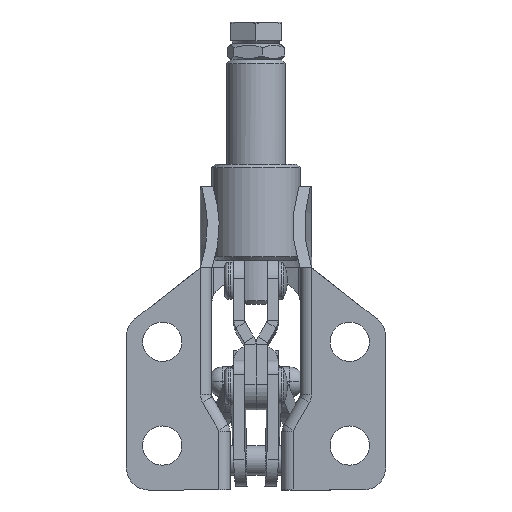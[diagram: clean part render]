
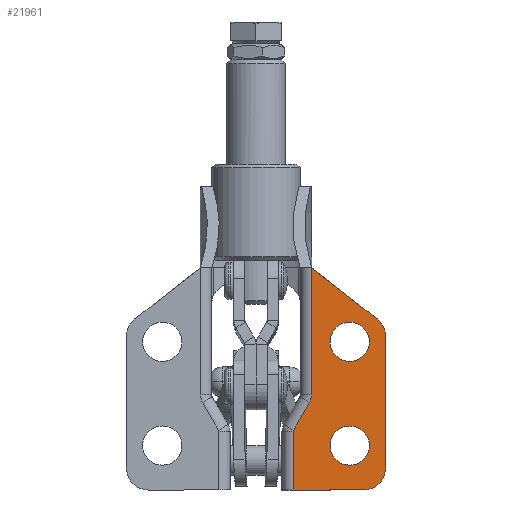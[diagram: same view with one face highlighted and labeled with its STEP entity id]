
A CAD part, front view. The second image highlights one B-rep face of the part: STEP entity #21961.
In plain terms, the highlighted planar face has unit normal (0, -1, 0).
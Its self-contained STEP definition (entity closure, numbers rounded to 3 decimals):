
#362 = LINE ( 'NONE', #4076, #384 ) ;
#375 = LINE ( 'NONE', #4090, #381 ) ;
#379 = CIRCLE ( 'NONE', #29894, 2. ) ;
#381 = VECTOR ( 'NONE', #4092, 1000. ) ;
#382 = LINE ( 'NONE', #4106, #406 ) ;
#384 = VECTOR ( 'NONE', #4093, 1000. ) ;
#387 = LINE ( 'NONE', #4094, #390 ) ;
#389 = CIRCLE ( 'NONE', #29895, 0.5 ) ;
#390 = VECTOR ( 'NONE', #4091, 1000. ) ;
#392 = LINE ( 'NONE', #4095, #396 ) ;
#394 = LINE ( 'NONE', #4104, #400 ) ;
#396 = VECTOR ( 'NONE', #4096, 1000. ) ;
#398 = CIRCLE ( 'NONE', #29896, 3. ) ;
#400 = VECTOR ( 'NONE', #4105, 1000. ) ;
#402 = CIRCLE ( 'NONE', #29897, 3. ) ;
#404 = CIRCLE ( 'NONE', #29898, 2.65 ) ;
#406 = VECTOR ( 'NONE', #4100, 1000. ) ;
#410 = CIRCLE ( 'NONE', #29899, 2.65 ) ;
#4076 = CARTESIAN_POINT ( 'NONE',  ( 7.5, -15.1, -29.666 ) ) ;
#4090 = CARTESIAN_POINT ( 'NONE',  ( -3.222, -15.1, -4.123 ) ) ;
#4091 = DIRECTION ( 'NONE',  ( -0.5, 0., -0.866 ) ) ;
#4092 = DIRECTION ( 'NONE',  ( 0.788, 0., -0.616 ) ) ;
#4093 = DIRECTION ( 'NONE',  ( 0., 0., -1. ) ) ;
#4094 = CARTESIAN_POINT ( 'NONE',  ( 5.067, -15.1, -34.416 ) ) ;
#4095 = CARTESIAN_POINT ( 'NONE',  ( 5., -15.1, -42.5 ) ) ;
#4096 = DIRECTION ( 'NONE',  ( 0., 0., -1. ) ) ;
#4097 = CARTESIAN_POINT ( 'NONE',  ( 5.5, -15.1, -29.666 ) ) ;
#4098 = DIRECTION ( 'NONE',  ( 0., 1., 0. ) ) ;
#4099 = DIRECTION ( 'NONE',  ( 0., 0., -1. ) ) ;
#4100 = DIRECTION ( 'NONE',  ( 0., 0., -1. ) ) ;
#4101 = CARTESIAN_POINT ( 'NONE',  ( 5.5, -15.1, -34.666 ) ) ;
#4102 = DIRECTION ( 'NONE',  ( 0., -1., 0. ) ) ;
#4103 = DIRECTION ( 'NONE',  ( 0., 0., -1. ) ) ;
#4104 = CARTESIAN_POINT ( 'NONE',  ( 3.5, -15.1, -42.5 ) ) ;
#4105 = DIRECTION ( 'NONE',  ( 1., 0., 0. ) ) ;
#4106 = CARTESIAN_POINT ( 'NONE',  ( 17.5, -15.1, 0. ) ) ;
#4107 = CARTESIAN_POINT ( 'NONE',  ( 14.5, -15.1, -39.5 ) ) ;
#4108 = DIRECTION ( 'NONE',  ( 0., 1., 0. ) ) ;
#4109 = DIRECTION ( 'NONE',  ( 0., 0., -1. ) ) ;
#4110 = CARTESIAN_POINT ( 'NONE',  ( 14.5, -15.1, -21.776 ) ) ;
#4111 = DIRECTION ( 'NONE',  ( 0., 1., 0. ) ) ;
#4112 = DIRECTION ( 'NONE',  ( 0., 0., -1. ) ) ;
#4115 = CARTESIAN_POINT ( 'NONE',  ( 12.65, -15.1, -22.5 ) ) ;
#4116 = DIRECTION ( 'NONE',  ( 0., 1., 0. ) ) ;
#4117 = DIRECTION ( 'NONE',  ( 0., 0., -1. ) ) ;
#4120 = CARTESIAN_POINT ( 'NONE',  ( 12.65, -15.1, -36.5 ) ) ;
#4121 = DIRECTION ( 'NONE',  ( 0., 1., 0. ) ) ;
#4122 = DIRECTION ( 'NONE',  ( 0., 0., -1. ) ) ;
#9218 = EDGE_LOOP ( 'NONE', ( #30556, #30614 ) ) ;
#9749 = EDGE_LOOP ( 'NONE', ( #30250, #30310, #30559, #30369, #30490, #30480, #30460, #30342, #30527, #30362 ) ) ;
#9783 = EDGE_LOOP ( 'NONE', ( #30298, #30364 ) ) ;
#11140 = VERTEX_POINT ( 'NONE', #30671 ) ;
#11510 = VERTEX_POINT ( 'NONE', #29274 ) ;
#11990 = VERTEX_POINT ( 'NONE', #29520 ) ;
#12309 = CARTESIAN_POINT ( 'NONE',  ( 7.232, -15.1, -30.666 ) ) ;
#12362 = CARTESIAN_POINT ( 'NONE',  ( 7.5, -15.1, -29.666 ) ) ;
#12387 = CARTESIAN_POINT ( 'NONE',  ( 14.5, -15.1, -42.5 ) ) ;
#12390 = VERTEX_POINT ( 'NONE', #22870 ) ;
#12460 = CARTESIAN_POINT ( 'NONE',  ( 7.5, -15.1, -12.5 ) ) ;
#12466 = CARTESIAN_POINT ( 'NONE',  ( 17.5, -15.1, -21.776 ) ) ;
#12559 = CARTESIAN_POINT ( 'NONE',  ( 5., -15.1, -42.5 ) ) ;
#12600 = CARTESIAN_POINT ( 'NONE',  ( 17.5, -15.1, -39.5 ) ) ;
#12610 = CARTESIAN_POINT ( 'NONE',  ( 16.347, -15.1, -19.412 ) ) ;
#12890 = EDGE_CURVE ( 'NONE', #11510, #11140, #18548, .T. ) ;
#12893 = EDGE_CURVE ( 'NONE', #11990, #12390, #18544, .T. ) ;
#14601 = CARTESIAN_POINT ( 'NONE',  ( 12.65, -15.1, -22.5 ) ) ;
#14602 = DIRECTION ( 'NONE',  ( 0., 1., 0. ) ) ;
#14603 = DIRECTION ( 'NONE',  ( 0., 0., -1. ) ) ;
#14609 = CARTESIAN_POINT ( 'NONE',  ( 12.65, -15.1, -36.5 ) ) ;
#14610 = DIRECTION ( 'NONE',  ( 0., 1., 0. ) ) ;
#14611 = DIRECTION ( 'NONE',  ( 0., 0., -1. ) ) ;
#16804 = VERTEX_POINT ( 'NONE', #12309 ) ;
#16881 = VERTEX_POINT ( 'NONE', #12362 ) ;
#16902 = VERTEX_POINT ( 'NONE', #12387 ) ;
#17000 = VERTEX_POINT ( 'NONE', #12460 ) ;
#17006 = VERTEX_POINT ( 'NONE', #12466 ) ;
#17148 = VERTEX_POINT ( 'NONE', #12559 ) ;
#17198 = VERTEX_POINT ( 'NONE', #12600 ) ;
#17210 = VERTEX_POINT ( 'NONE', #12610 ) ;
#17258 = VERTEX_POINT ( 'NONE', #27074 ) ;
#17262 = VERTEX_POINT ( 'NONE', #27076 ) ;
#18544 = CIRCLE ( 'NONE', #18765, 2.65 ) ;
#18548 = CIRCLE ( 'NONE', #18764, 2.65 ) ;
#18764 = AXIS2_PLACEMENT_3D ( 'NONE', #14601, #14602, #14603 ) ;
#18765 = AXIS2_PLACEMENT_3D ( 'NONE', #14609, #14610, #14611 ) ;
#21961 = ADVANCED_FACE ( 'NONE', ( #27931, #27936, #27933 ), #33192, .T. ) ;
#22870 = CARTESIAN_POINT ( 'NONE',  ( 12.65, -15.1, -33.85 ) ) ;
#24949 = EDGE_CURVE ( 'NONE', #17000, #17210, #375, .T. ) ;
#24950 = EDGE_CURVE ( 'NONE', #17000, #16881, #362, .T. ) ;
#24951 = EDGE_CURVE ( 'NONE', #16881, #16804, #379, .T. ) ;
#24952 = EDGE_CURVE ( 'NONE', #16804, #17262, #387, .T. ) ;
#24953 = EDGE_CURVE ( 'NONE', #17262, #17258, #389, .T. ) ;
#24954 = EDGE_CURVE ( 'NONE', #17258, #17148, #392, .T. ) ;
#24955 = EDGE_CURVE ( 'NONE', #17148, #16902, #394, .T. ) ;
#24956 = EDGE_CURVE ( 'NONE', #17198, #16902, #398, .T. ) ;
#24957 = EDGE_CURVE ( 'NONE', #17006, #17198, #382, .T. ) ;
#24958 = EDGE_CURVE ( 'NONE', #17210, #17006, #402, .T. ) ;
#24959 = EDGE_CURVE ( 'NONE', #11140, #11510, #404, .T. ) ;
#24960 = EDGE_CURVE ( 'NONE', #12390, #11990, #410, .T. ) ;
#27074 = CARTESIAN_POINT ( 'NONE',  ( 5., -15.1, -34.666 ) ) ;
#27076 = CARTESIAN_POINT ( 'NONE',  ( 5.067, -15.1, -34.416 ) ) ;
#27931 = FACE_OUTER_BOUND ( 'NONE', #9749, .T. ) ;
#27933 = FACE_BOUND ( 'NONE', #9218, .T. ) ;
#27936 = FACE_BOUND ( 'NONE', #9783, .T. ) ;
#29274 = CARTESIAN_POINT ( 'NONE',  ( 12.65, -15.1, -25.15 ) ) ;
#29520 = CARTESIAN_POINT ( 'NONE',  ( 12.65, -15.1, -39.15 ) ) ;
#29610 = AXIS2_PLACEMENT_3D ( 'NONE', #33190, #33184, #33194 ) ;
#29894 = AXIS2_PLACEMENT_3D ( 'NONE', #4097, #4098, #4099 ) ;
#29895 = AXIS2_PLACEMENT_3D ( 'NONE', #4101, #4102, #4103 ) ;
#29896 = AXIS2_PLACEMENT_3D ( 'NONE', #4107, #4108, #4109 ) ;
#29897 = AXIS2_PLACEMENT_3D ( 'NONE', #4110, #4111, #4112 ) ;
#29898 = AXIS2_PLACEMENT_3D ( 'NONE', #4115, #4116, #4117 ) ;
#29899 = AXIS2_PLACEMENT_3D ( 'NONE', #4120, #4121, #4122 ) ;
#30250 = ORIENTED_EDGE ( 'NONE', *, *, #24949, .F. ) ;
#30298 = ORIENTED_EDGE ( 'NONE', *, *, #12890, .T. ) ;
#30310 = ORIENTED_EDGE ( 'NONE', *, *, #24950, .T. ) ;
#30342 = ORIENTED_EDGE ( 'NONE', *, *, #24956, .F. ) ;
#30362 = ORIENTED_EDGE ( 'NONE', *, *, #24958, .F. ) ;
#30364 = ORIENTED_EDGE ( 'NONE', *, *, #24959, .T. ) ;
#30369 = ORIENTED_EDGE ( 'NONE', *, *, #24952, .T. ) ;
#30460 = ORIENTED_EDGE ( 'NONE', *, *, #24955, .T. ) ;
#30480 = ORIENTED_EDGE ( 'NONE', *, *, #24954, .T. ) ;
#30490 = ORIENTED_EDGE ( 'NONE', *, *, #24953, .T. ) ;
#30527 = ORIENTED_EDGE ( 'NONE', *, *, #24957, .F. ) ;
#30556 = ORIENTED_EDGE ( 'NONE', *, *, #12893, .T. ) ;
#30559 = ORIENTED_EDGE ( 'NONE', *, *, #24951, .T. ) ;
#30614 = ORIENTED_EDGE ( 'NONE', *, *, #24960, .T. ) ;
#30671 = CARTESIAN_POINT ( 'NONE',  ( 12.65, -15.1, -19.85 ) ) ;
#33184 = DIRECTION ( 'NONE',  ( 0., -1., 0. ) ) ;
#33190 = CARTESIAN_POINT ( 'NONE',  ( 6., -15.1, -42.5 ) ) ;
#33192 = PLANE ( 'NONE',  #29610 ) ;
#33194 = DIRECTION ( 'NONE',  ( 0., 0., -1. ) ) ;
